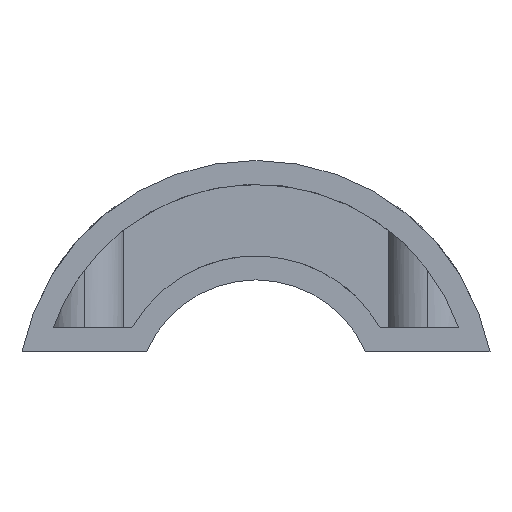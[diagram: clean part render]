
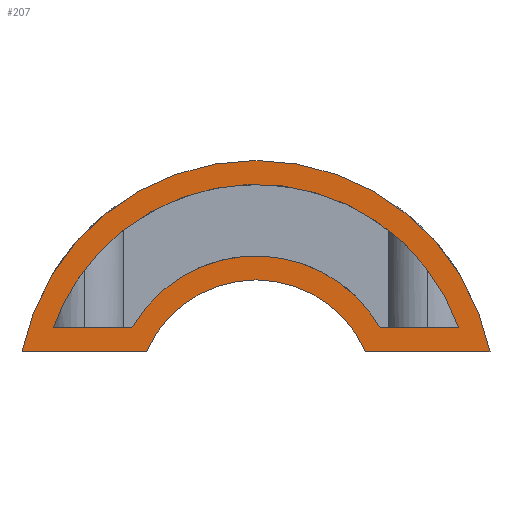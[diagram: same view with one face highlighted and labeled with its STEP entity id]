
A CAD part, left-side view. The second image highlights one B-rep face of the part: STEP entity #207.
In plain terms, the highlighted planar face has unit normal (-1, 0, 0).
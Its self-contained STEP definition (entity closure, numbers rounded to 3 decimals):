
#61=CARTESIAN_POINT('Vertex',(-10.,-48.99,10.)) ;
#66=CARTESIAN_POINT('Line Origine',(-10.,-35.951,10.)) ;
#70=CARTESIAN_POINT('Vertex',(-10.,-22.913,10.)) ;
#110=CARTESIAN_POINT('Axis2P3D Location',(-10.,0.,0.)) ;
#115=CARTESIAN_POINT('Line Origine',(-10.,35.951,10.)) ;
#119=CARTESIAN_POINT('Vertex',(-10.,22.913,10.)) ;
#121=CARTESIAN_POINT('Vertex',(-10.,48.99,10.)) ;
#124=CARTESIAN_POINT('Axis2P3D Location',(-10.,0.,0.)) ;
#129=CARTESIAN_POINT('Axis2P3D Location',(-10.,0.,0.)) ;
#141=CARTESIAN_POINT('Control Point',(-10.,-42.426,15.)) ;
#142=CARTESIAN_POINT('Control Point',(-10.,-40.965,19.133)) ;
#143=CARTESIAN_POINT('Control Point',(-10.,-39.,23.089)) ;
#144=CARTESIAN_POINT('Control Point',(-10.,-36.561,26.785)) ;
#145=CARTESIAN_POINT('Control Point',(-10.,-30.831,33.508)) ;
#146=CARTESIAN_POINT('Control Point',(-10.,-23.655,38.659)) ;
#147=CARTESIAN_POINT('Control Point',(-10.,-19.77,40.783)) ;
#148=CARTESIAN_POINT('Control Point',(-10.,-11.559,44.042)) ;
#149=CARTESIAN_POINT('Control Point',(-10.,-2.807,45.235)) ;
#150=CARTESIAN_POINT('Control Point',(-10.,1.621,45.293)) ;
#151=CARTESIAN_POINT('Control Point',(-10.,10.402,44.33)) ;
#152=CARTESIAN_POINT('Control Point',(-10.,18.695,41.287)) ;
#153=CARTESIAN_POINT('Control Point',(-10.,22.635,39.266)) ;
#154=CARTESIAN_POINT('Control Point',(-10.,29.943,34.304)) ;
#155=CARTESIAN_POINT('Control Point',(-10.,35.847,27.733)) ;
#156=CARTESIAN_POINT('Control Point',(-10.,38.382,24.102)) ;
#157=CARTESIAN_POINT('Control Point',(-10.,40.561,19.989)) ;
#158=CARTESIAN_POINT('Control Point',(-10.,42.186,15.665)) ;
#159=CARTESIAN_POINT('Control Point',(-10.,42.268,15.444)) ;
#160=CARTESIAN_POINT('Control Point',(-10.,42.348,15.222)) ;
#161=CARTESIAN_POINT('Control Point',(-10.,42.426,15.)) ;
#162=CARTESIAN_POINT('Vertex',(-10.,-42.426,15.)) ;
#164=CARTESIAN_POINT('Vertex',(-10.,42.426,15.)) ;
#167=CARTESIAN_POINT('Line Origine',(-10.,-34.204,15.)) ;
#171=CARTESIAN_POINT('Vertex',(-10.,-25.981,15.)) ;
#175=CARTESIAN_POINT('Control Point',(-10.,25.981,15.)) ;
#176=CARTESIAN_POINT('Control Point',(-10.,24.549,17.481)) ;
#177=CARTESIAN_POINT('Control Point',(-10.,22.82,19.79)) ;
#178=CARTESIAN_POINT('Control Point',(-10.,20.823,21.882)) ;
#179=CARTESIAN_POINT('Control Point',(-10.,16.367,25.548)) ;
#180=CARTESIAN_POINT('Control Point',(-10.,11.174,28.063)) ;
#181=CARTESIAN_POINT('Control Point',(-10.,8.439,29.003)) ;
#182=CARTESIAN_POINT('Control Point',(-10.,2.797,30.213)) ;
#183=CARTESIAN_POINT('Control Point',(-10.,-2.971,30.06)) ;
#184=CARTESIAN_POINT('Control Point',(-10.,-5.832,29.638)) ;
#185=CARTESIAN_POINT('Control Point',(-10.,-11.398,28.119)) ;
#186=CARTESIAN_POINT('Control Point',(-10.,-16.451,25.333)) ;
#187=CARTESIAN_POINT('Control Point',(-10.,-18.799,23.643)) ;
#188=CARTESIAN_POINT('Control Point',(-10.,-21.743,20.935)) ;
#189=CARTESIAN_POINT('Control Point',(-10.,-24.187,17.799)) ;
#190=CARTESIAN_POINT('Control Point',(-10.,-24.83,16.891)) ;
#191=CARTESIAN_POINT('Control Point',(-10.,-25.427,15.958)) ;
#192=CARTESIAN_POINT('Control Point',(-10.,-25.981,15.)) ;
#193=CARTESIAN_POINT('Vertex',(-10.,25.981,15.)) ;
#196=CARTESIAN_POINT('Line Origine',(-10.,34.204,15.)) ;
#67=DIRECTION('Vector Direction',(0.,1.,0.)) ;
#111=DIRECTION('Axis2P3D Direction',(1.,0.,0.)) ;
#112=DIRECTION('Axis2P3D XDirection',(0.,1.,0.)) ;
#116=DIRECTION('Vector Direction',(0.,1.,0.)) ;
#125=DIRECTION('Axis2P3D Direction',(1.,0.,0.)) ;
#130=DIRECTION('Axis2P3D Direction',(1.,0.,0.)) ;
#168=DIRECTION('Vector Direction',(0.,1.,0.)) ;
#197=DIRECTION('Vector Direction',(0.,1.,0.)) ;
#113=AXIS2_PLACEMENT_3D('Plane Axis2P3D',#110,#111,#112) ;
#126=AXIS2_PLACEMENT_3D('Circle Axis2P3D',#124,#125,$) ;
#131=AXIS2_PLACEMENT_3D('Circle Axis2P3D',#129,#130,$) ;
#135=ORIENTED_EDGE('',*,*,#123,.F.) ;
#136=ORIENTED_EDGE('',*,*,#128,.F.) ;
#137=ORIENTED_EDGE('',*,*,#72,.F.) ;
#138=ORIENTED_EDGE('',*,*,#133,.F.) ;
#202=ORIENTED_EDGE('',*,*,#166,.F.) ;
#203=ORIENTED_EDGE('',*,*,#173,.T.) ;
#204=ORIENTED_EDGE('',*,*,#195,.F.) ;
#205=ORIENTED_EDGE('',*,*,#200,.T.) ;
#206=FACE_BOUND('',#201,.T.) ;
#68=VECTOR('Line Direction',#67,1.) ;
#117=VECTOR('Line Direction',#116,1.) ;
#169=VECTOR('Line Direction',#168,1.) ;
#198=VECTOR('Line Direction',#197,1.) ;
#207=ADVANCED_FACE('Corps principal',(#139,#206),#114,.F.) ;
#140=B_SPLINE_CURVE_WITH_KNOTS('',5,(#141,#142,#143,#144,#145,#146,#147,#148,#149,#150,#151,#152,#153,#154,#155,#156,#157,#158,#159,#160,#161),.UNSPECIFIED.,.F.,.U.,(6,3,3,3,3,3,6),(0.,31.001,62.003,93.004,124.006,155.008,156.674),.UNSPECIFIED.) ;
#174=B_SPLINE_CURVE_WITH_KNOTS('',5,(#175,#176,#177,#178,#179,#180,#181,#182,#183,#184,#185,#186,#187,#188,#189,#190,#191,#192),.UNSPECIFIED.,.F.,.U.,(6,3,3,3,3,6),(0.,20.254,40.512,60.767,81.026,88.851),.UNSPECIFIED.) ;
#127=CIRCLE('generated circle',#126,25.) ;
#132=CIRCLE('generated circle',#131,50.) ;
#72=EDGE_CURVE('',#62,#71,#69,.T.) ;
#123=EDGE_CURVE('',#120,#122,#118,.T.) ;
#128=EDGE_CURVE('',#71,#120,#127,.F.) ;
#133=EDGE_CURVE('',#122,#62,#132,.T.) ;
#166=EDGE_CURVE('',#163,#165,#140,.T.) ;
#173=EDGE_CURVE('',#163,#172,#170,.T.) ;
#195=EDGE_CURVE('',#194,#172,#174,.T.) ;
#200=EDGE_CURVE('',#194,#165,#199,.T.) ;
#134=EDGE_LOOP('',(#135,#136,#137,#138)) ;
#201=EDGE_LOOP('',(#202,#203,#204,#205)) ;
#139=FACE_OUTER_BOUND('',#134,.T.) ;
#69=LINE('Line',#66,#68) ;
#118=LINE('Line',#115,#117) ;
#170=LINE('Line',#167,#169) ;
#199=LINE('Line',#196,#198) ;
#114=PLANE('Plane',#113) ;
#62=VERTEX_POINT('',#61) ;
#71=VERTEX_POINT('',#70) ;
#120=VERTEX_POINT('',#119) ;
#122=VERTEX_POINT('',#121) ;
#163=VERTEX_POINT('',#162) ;
#165=VERTEX_POINT('',#164) ;
#172=VERTEX_POINT('',#171) ;
#194=VERTEX_POINT('',#193) ;
